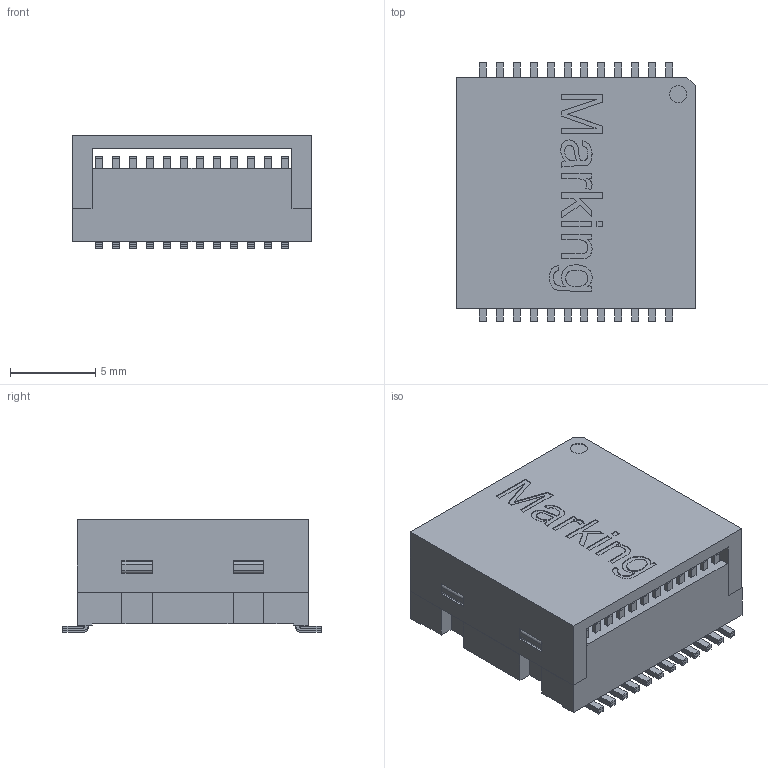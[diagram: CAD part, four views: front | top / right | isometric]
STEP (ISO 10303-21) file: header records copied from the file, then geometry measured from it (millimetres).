
FILE_DESCRIPTION( ( 'Unknown' ), '1' );
FILE_NAME( '749050017.stp', 'Unknown', ( 'Unknown' ), ( 'Unknown' ), 'PSStep 17.0.49', 'Unknown', ' ' );
FILE_SCHEMA( ( 'AUTOMOTIVE_DESIGN { 1 0 10303 214 1 1 1 1 }' ) );
Length unit declared in the file: millimetre
Products named in the file (51): Assem1; Case; Cover; Pins
Assembly tree (50 placements, depth 2):
  Assem1
    Case
    Case
    Case
    Case
    Case
    Case
    Case
    Case
    Case
    Case
    Case
    Case
    Case
    Case
    Case
    Case
    Case
    Case
    Case
    Case
    Case
    Case
    Case
    Case
    Case
    Cover
    Pins
    Pins
    Pins
    Pins
    Pins
    Pins
    Pins
    Pins
    Pins
    Pins
    Pins
    Pins
    Pins
    Pins
    Pins
    Pins
    Pins
    Pins
    Pins
    Pins
    Pins
    Pins
    Pins
    Pins
Bounding box: 13.97 x 15.11 x 6.6 mm (x, y, z)
Volume: 565 mm3; surface area: 1937.2 mm2
Topology: 50 solids, 50 shells, 814 faces, 2105 edges, 1398 vertices
Faces by surface type: plane 645, cylinder 153, extrusion 16
Full cylindrical faces by diameter (mm): 1 x1
Entity records: 32656 total; most frequent: CARTESIAN_POINT 5267, ORIENTED_EDGE 4206, DIRECTION 3999, EDGE_CURVE 2103, VECTOR 1689, LINE 1673, VERTEX_POINT 1398, AXIS2_PLACEMENT_3D 1155
